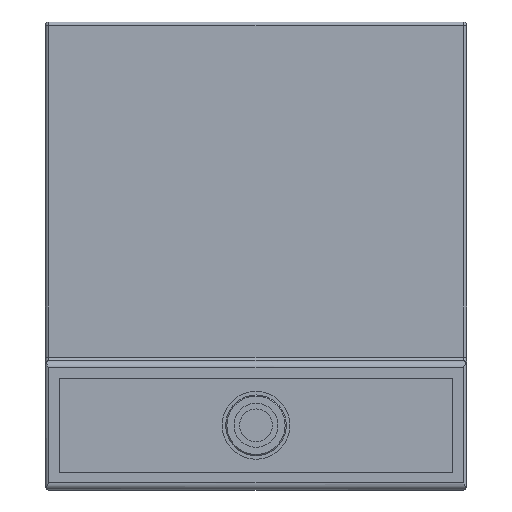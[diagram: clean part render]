
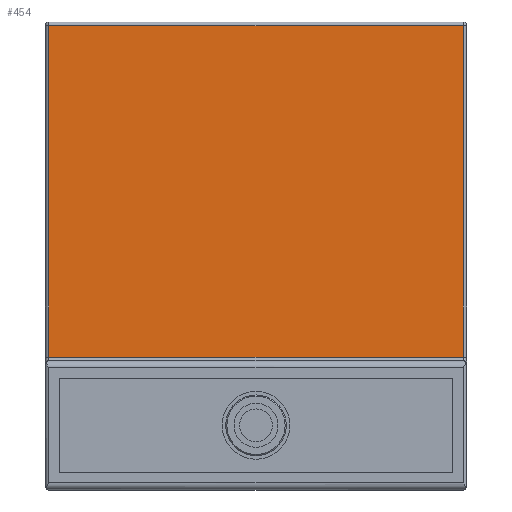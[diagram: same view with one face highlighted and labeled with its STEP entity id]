
A CAD part, front view. The second image highlights one B-rep face of the part: STEP entity #454.
In plain terms, the highlighted planar face has unit normal (0, -1, 0).
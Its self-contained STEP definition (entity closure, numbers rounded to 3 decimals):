
#6 = CARTESIAN_POINT ( 'NONE',  ( -88.5, 75.3, 56.8 ) ) ;
#37 = ORIENTED_EDGE ( 'NONE', *, *, #977, .T. ) ;
#67 = ORIENTED_EDGE ( 'NONE', *, *, #123, .T. ) ;
#123 = EDGE_CURVE ( 'NONE', #222, #1357, #518, .T. ) ;
#148 = CARTESIAN_POINT ( 'NONE',  ( -88.5, 75.3, 200. ) ) ;
#222 = VERTEX_POINT ( 'NONE', #816 ) ;
#281 = LINE ( 'NONE', #148, #1269 ) ;
#327 = AXIS2_PLACEMENT_3D ( 'NONE', #900, #1295, #773 ) ;
#350 = DIRECTION ( 'NONE',  ( 1., 0., 0. ) ) ;
#357 = VERTEX_POINT ( 'NONE', #1148 ) ;
#411 = DIRECTION ( 'NONE',  ( 0., 0., 1. ) ) ;
#454 = ADVANCED_FACE ( 'NONE', ( #534 ), #1039, .F. ) ;
#469 = EDGE_CURVE ( 'NONE', #357, #1337, #281, .T. ) ;
#518 = LINE ( 'NONE', #1174, #815 ) ;
#534 = FACE_OUTER_BOUND ( 'NONE', #1207, .T. ) ;
#687 = VECTOR ( 'NONE', #350, 1000. ) ;
#773 = DIRECTION ( 'NONE',  ( 0., 0., 1. ) ) ;
#815 = VECTOR ( 'NONE', #411, 1000. ) ;
#816 = CARTESIAN_POINT ( 'NONE',  ( 88.5, 75.3, 56.8 ) ) ;
#818 = VECTOR ( 'NONE', #1393, 1000. ) ;
#900 = CARTESIAN_POINT ( 'NONE',  ( 90., 75.3, 200. ) ) ;
#977 = EDGE_CURVE ( 'NONE', #1337, #222, #1538, .T. ) ;
#1022 = ORIENTED_EDGE ( 'NONE', *, *, #469, .T. ) ;
#1039 = PLANE ( 'NONE',  #327 ) ;
#1148 = CARTESIAN_POINT ( 'NONE',  ( -88.5, 75.3, 198.5 ) ) ;
#1174 = CARTESIAN_POINT ( 'NONE',  ( 88.5, 75.3, 200. ) ) ;
#1175 = DIRECTION ( 'NONE',  ( 0., 0., -1. ) ) ;
#1207 = EDGE_LOOP ( 'NONE', ( #67, #1209, #1022, #37 ) ) ;
#1209 = ORIENTED_EDGE ( 'NONE', *, *, #1212, .T. ) ;
#1212 = EDGE_CURVE ( 'NONE', #1357, #357, #1661, .T. ) ;
#1269 = VECTOR ( 'NONE', #1175, 1000. ) ;
#1292 = CARTESIAN_POINT ( 'NONE',  ( 90., 75.3, 56.8 ) ) ;
#1295 = DIRECTION ( 'NONE',  ( 0., 1., 0. ) ) ;
#1337 = VERTEX_POINT ( 'NONE', #6 ) ;
#1357 = VERTEX_POINT ( 'NONE', #1597 ) ;
#1393 = DIRECTION ( 'NONE',  ( -1., 0., 0. ) ) ;
#1538 = LINE ( 'NONE', #1292, #687 ) ;
#1552 = CARTESIAN_POINT ( 'NONE',  ( 90., 75.3, 198.5 ) ) ;
#1597 = CARTESIAN_POINT ( 'NONE',  ( 88.5, 75.3, 198.5 ) ) ;
#1661 = LINE ( 'NONE', #1552, #818 ) ;
